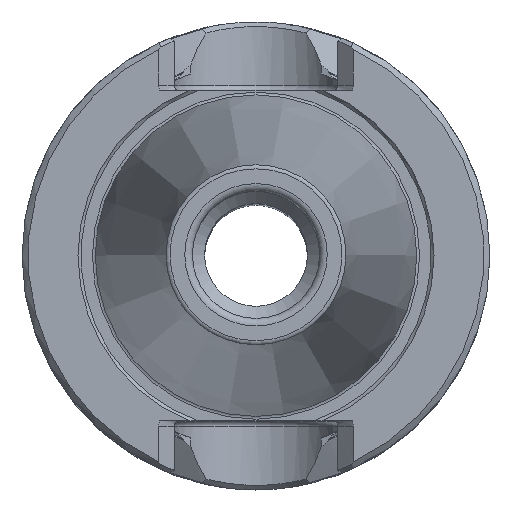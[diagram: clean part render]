
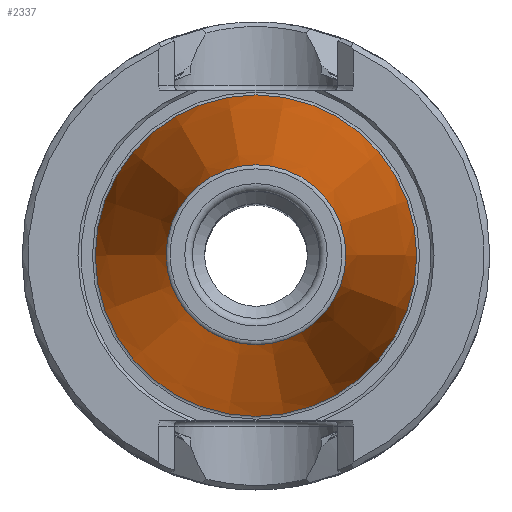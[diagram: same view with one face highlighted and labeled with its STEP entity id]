
A CAD part, top view. The second image highlights one B-rep face of the part: STEP entity #2337.
In plain terms, the highlighted conical face has half-angle 8.297 degrees and reference radius 8.642 mm.
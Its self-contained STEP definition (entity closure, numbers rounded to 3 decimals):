
#279=CONICAL_SURFACE('',#2491,8.642,0.145);
#372=ORIENTED_EDGE('',*,*,#774,.F.);
#373=ORIENTED_EDGE('',*,*,#773,.F.);
#773=EDGE_CURVE('',#993,#993,#1151,.F.);
#774=EDGE_CURVE('',#994,#994,#1152,.T.);
#993=VERTEX_POINT('',#3190);
#994=VERTEX_POINT('',#3193);
#1151=CIRCLE('',#2490,8.845);
#1152=CIRCLE('',#2492,15.802);
#1276=EDGE_LOOP('',(#372));
#1277=EDGE_LOOP('',(#373));
#1432=FACE_BOUND('',#1276,.T.);
#1433=FACE_BOUND('',#1277,.T.);
#2337=ADVANCED_FACE('',(#1432,#1433),#279,.T.);
#2490=AXIS2_PLACEMENT_3D('',#3189,#2771,#2772);
#2491=AXIS2_PLACEMENT_3D('',#3191,#2773,#2774);
#2492=AXIS2_PLACEMENT_3D('',#3192,#2775,#2776);
#2771=DIRECTION('',(0.,0.,-1.));
#2772=DIRECTION('',(-1.,0.,0.));
#2773=DIRECTION('',(0.,0.,-1.));
#2774=DIRECTION('',(-1.,0.,0.));
#2775=DIRECTION('',(0.,0.,-1.));
#2776=DIRECTION('',(-1.,0.,0.));
#3189=CARTESIAN_POINT('',(0.,0.,48.207));
#3190=CARTESIAN_POINT('',(-8.845,0.,48.207));
#3191=CARTESIAN_POINT('',(0.,0.,49.6));
#3192=CARTESIAN_POINT('',(0.,0.,0.5));
#3193=CARTESIAN_POINT('',(-15.802,0.,0.5));
